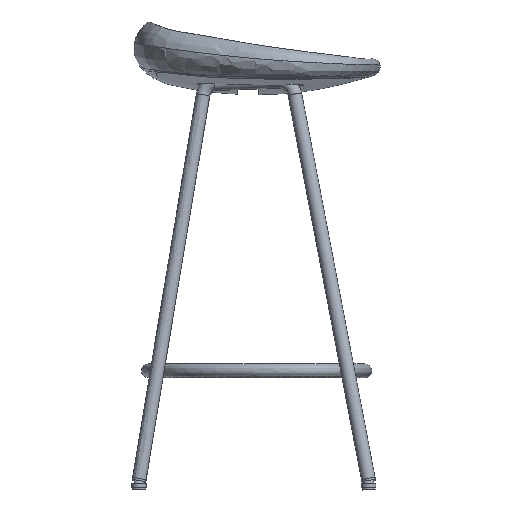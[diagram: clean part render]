
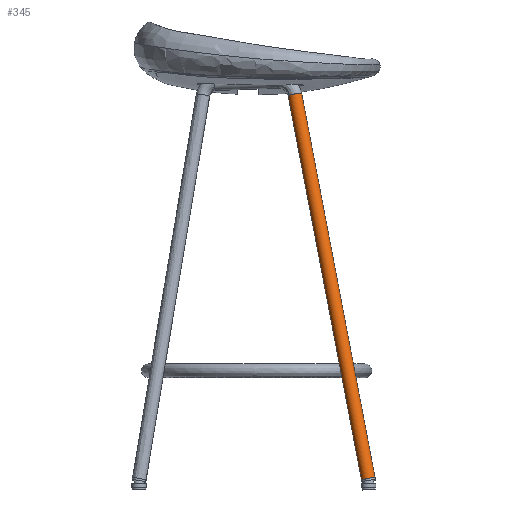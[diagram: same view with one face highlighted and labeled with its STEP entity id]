
A CAD part, left-side view. The second image highlights one B-rep face of the part: STEP entity #345.
In plain terms, the highlighted cylindrical face has radius 10 mm (diameter 20 mm), a full revolution.
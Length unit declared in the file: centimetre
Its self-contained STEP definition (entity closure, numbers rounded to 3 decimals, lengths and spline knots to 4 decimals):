
#87=CYLINDRICAL_SURFACE('',#1160,1.);
#345=ADVANCED_FACE('',(#424),#87,.T.);
#424=FACE_OUTER_BOUND('',#512,.T.);
#512=EDGE_LOOP('',(#747,#748,#749,#750));
#747=ORIENTED_EDGE('',*,*,#892,.T.);
#748=ORIENTED_EDGE('',*,*,#883,.T.);
#749=ORIENTED_EDGE('',*,*,#884,.T.);
#750=ORIENTED_EDGE('',*,*,#883,.F.);
#883=EDGE_CURVE('',#1047,#1048,#963,.T.);
#884=EDGE_CURVE('',#1048,#1048,#964,.T.);
#892=EDGE_CURVE('',#1047,#1047,#972,.T.);
#963=(
BOUNDED_CURVE()
B_SPLINE_CURVE(3,(#24584,#24585,#24586,#24587),.UNSPECIFIED.,.F.,.F.)
B_SPLINE_CURVE_WITH_KNOTS((4,4),(0.,577.224),.UNSPECIFIED.)
CURVE()
GEOMETRIC_REPRESENTATION_ITEM()
RATIONAL_B_SPLINE_CURVE((1.,1.,1.,1.))
REPRESENTATION_ITEM('')
);
#964=(
BOUNDED_CURVE()
B_SPLINE_CURVE(2,(#24588,#24589,#24590,#24591,#24592,#24593,#24594,#24595,
#24596),.UNSPECIFIED.,.T.,.F.)
B_SPLINE_CURVE_WITH_KNOTS((3,2,2,2,3),(-62.8319,-47.1239,
-31.4159,-15.708,0.),.UNSPECIFIED.)
CURVE()
GEOMETRIC_REPRESENTATION_ITEM()
RATIONAL_B_SPLINE_CURVE((1.,0.707,1.,0.707,1.,0.707,
1.,0.707,1.))
REPRESENTATION_ITEM('')
);
#972=(
BOUNDED_CURVE()
B_SPLINE_CURVE(2,(#24654,#24655,#24656,#24657,#24658,#24659,#24660,#24661,
#24662,#24663,#24664),.UNSPECIFIED.,.T.,.F.)
B_SPLINE_CURVE_WITH_KNOTS((3,2,2,2,2,3),(0.,15.708,31.4159,
40.9038,47.1239,62.8319),.UNSPECIFIED.)
CURVE()
GEOMETRIC_REPRESENTATION_ITEM()
RATIONAL_B_SPLINE_CURVE((1.,0.707,1.,0.707,1.,0.823,
0.86,0.884,1.,0.707,1.))
REPRESENTATION_ITEM('')
);
#1047=VERTEX_POINT('',#24578);
#1048=VERTEX_POINT('',#24579);
#1160=AXIS2_PLACEMENT_3D('',#24340,#1216,$);
#1216=DIRECTION('',(0.119,0.186,0.975));
#24340=CARTESIAN_POINT('',(-16.2119,5.877,12.2807));
#24578=CARTESIAN_POINT('',(-19.6427,1.4841,-16.0548));
#24579=CARTESIAN_POINT('',(-12.7811,12.2344,40.241));
#24584=CARTESIAN_POINT('',(-19.6427,1.4841,-16.0548));
#24585=CARTESIAN_POINT('',(-17.3555,5.0675,2.7104));
#24586=CARTESIAN_POINT('',(-15.0683,8.651,21.4757));
#24587=CARTESIAN_POINT('',(-12.7811,12.2344,40.241));
#24588=CARTESIAN_POINT('',(-12.7811,12.2344,40.241));
#24589=CARTESIAN_POINT('',(-11.7882,12.2122,40.1242));
#24590=CARTESIAN_POINT('',(-11.7882,11.2299,40.3118));
#24591=CARTESIAN_POINT('',(-11.7882,10.2476,40.4994));
#24592=CARTESIAN_POINT('',(-12.7811,10.2699,40.6162));
#24593=CARTESIAN_POINT('',(-13.774,10.2922,40.7329));
#24594=CARTESIAN_POINT('',(-13.774,11.2745,40.5453));
#24595=CARTESIAN_POINT('',(-13.774,12.2567,40.3578));
#24596=CARTESIAN_POINT('',(-12.7811,12.2344,40.241));
#24654=CARTESIAN_POINT('',(-19.6427,1.4841,-16.0548));
#24655=CARTESIAN_POINT('',(-20.6354,1.5062,-15.938));
#24656=CARTESIAN_POINT('',(-20.6359,0.5243,-15.7506));
#24657=CARTESIAN_POINT('',(-20.6364,-0.4576,-15.5631));
#24658=CARTESIAN_POINT('',(-19.6438,-0.4798,-15.6799));
#24659=CARTESIAN_POINT('',(-19.1287,-0.4912,-15.7406));
#24660=CARTESIAN_POINT('',(-18.8319,-0.0812,-15.855));
#24661=CARTESIAN_POINT('',(-18.6508,0.169,-15.9248));
#24662=CARTESIAN_POINT('',(-18.6506,0.48,-15.9842));
#24663=CARTESIAN_POINT('',(-18.6501,1.4619,-16.1717));
#24664=CARTESIAN_POINT('',(-19.6427,1.4841,-16.0548));
